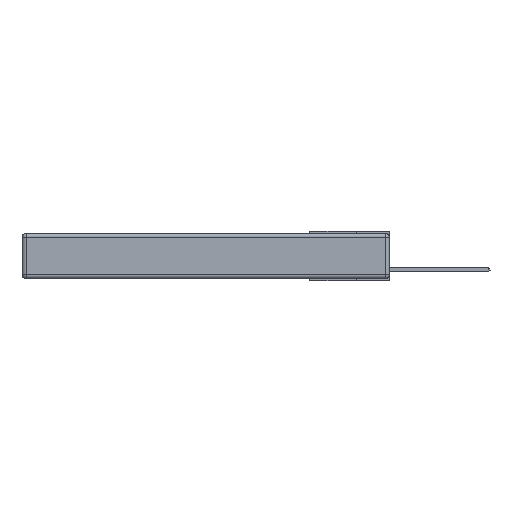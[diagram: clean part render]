
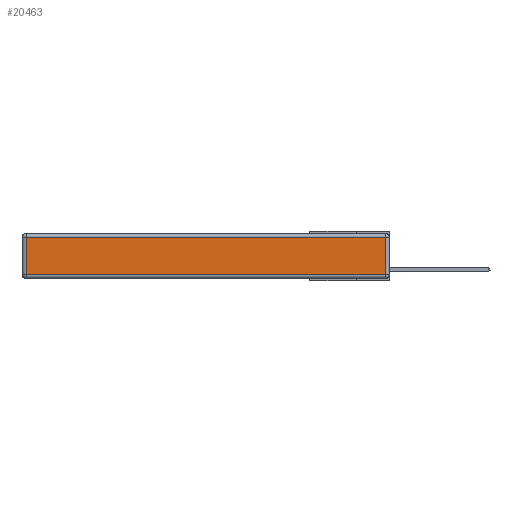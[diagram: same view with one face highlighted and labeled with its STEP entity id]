
A CAD part, left-side view. The second image highlights one B-rep face of the part: STEP entity #20463.
In plain terms, the highlighted planar face has unit normal (-1, 0, 0).
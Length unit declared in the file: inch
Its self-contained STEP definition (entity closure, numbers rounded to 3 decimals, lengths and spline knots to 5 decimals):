
#1535 = DIRECTION ( 'NONE',  ( 0., 0., -1. ) ) ;
#2622 = LINE ( 'NONE', #12622, #22487 ) ;
#2644 = EDGE_CURVE ( 'NONE', #27320, #22170, #6216, .T. ) ;
#5599 = CARTESIAN_POINT ( 'NONE',  ( 0., 2.72, -0.313 ) ) ;
#6216 = LINE ( 'NONE', #17868, #23330 ) ;
#7277 = DIRECTION ( 'NONE',  ( 0., 1., 0. ) ) ;
#7764 = DIRECTION ( 'NONE',  ( 0., -1., 0. ) ) ;
#8796 = CARTESIAN_POINT ( 'NONE',  ( 0., 0., -0.343 ) ) ;
#9131 = LINE ( 'NONE', #14717, #13647 ) ;
#9353 = VERTEX_POINT ( 'NONE', #20382 ) ;
#11151 = DIRECTION ( 'NONE',  ( -1., 0., 0. ) ) ;
#11432 = FACE_OUTER_BOUND ( 'NONE', #19926, .T. ) ;
#12312 = VERTEX_POINT ( 'NONE', #5599 ) ;
#12622 = CARTESIAN_POINT ( 'NONE',  ( 0., 0., -0.313 ) ) ;
#13647 = VECTOR ( 'NONE', #1535, 39.37008 ) ;
#14373 = ORIENTED_EDGE ( 'NONE', *, *, #17986, .T. ) ;
#14717 = CARTESIAN_POINT ( 'NONE',  ( 0., 2.72, -0.343 ) ) ;
#14767 = EDGE_CURVE ( 'NONE', #9353, #12312, #9131, .T. ) ;
#15432 = PLANE ( 'NONE',  #15978 ) ;
#15978 = AXIS2_PLACEMENT_3D ( 'NONE', #8796, #11151, #17755 ) ;
#16043 = CARTESIAN_POINT ( 'NONE',  ( 0., 2.75, -0.03 ) ) ;
#16476 = ORIENTED_EDGE ( 'NONE', *, *, #14767, .T. ) ;
#17755 = DIRECTION ( 'NONE',  ( 0., 0., 1. ) ) ;
#17816 = EDGE_CURVE ( 'NONE', #12312, #27320, #2622, .T. ) ;
#17868 = CARTESIAN_POINT ( 'NONE',  ( 0., 0.03, -0.343 ) ) ;
#17986 = EDGE_CURVE ( 'NONE', #22170, #9353, #23802, .T. ) ;
#19229 = VECTOR ( 'NONE', #7277, 39.37008 ) ;
#19501 = CARTESIAN_POINT ( 'NONE',  ( 0., 0.03, -0.03 ) ) ;
#19926 = EDGE_LOOP ( 'NONE', ( #21145, #27721, #14373, #16476 ) ) ;
#20382 = CARTESIAN_POINT ( 'NONE',  ( 0., 2.72, -0.03 ) ) ;
#20463 = ADVANCED_FACE ( 'NONE', ( #11432 ), #15432, .T. ) ;
#21145 = ORIENTED_EDGE ( 'NONE', *, *, #17816, .T. ) ;
#22170 = VERTEX_POINT ( 'NONE', #19501 ) ;
#22487 = VECTOR ( 'NONE', #7764, 39.37008 ) ;
#23330 = VECTOR ( 'NONE', #24850, 39.37008 ) ;
#23802 = LINE ( 'NONE', #16043, #19229 ) ;
#24850 = DIRECTION ( 'NONE',  ( 0., 0., 1. ) ) ;
#27320 = VERTEX_POINT ( 'NONE', #28240 ) ;
#27721 = ORIENTED_EDGE ( 'NONE', *, *, #2644, .T. ) ;
#28240 = CARTESIAN_POINT ( 'NONE',  ( 0., 0.03, -0.313 ) ) ;
